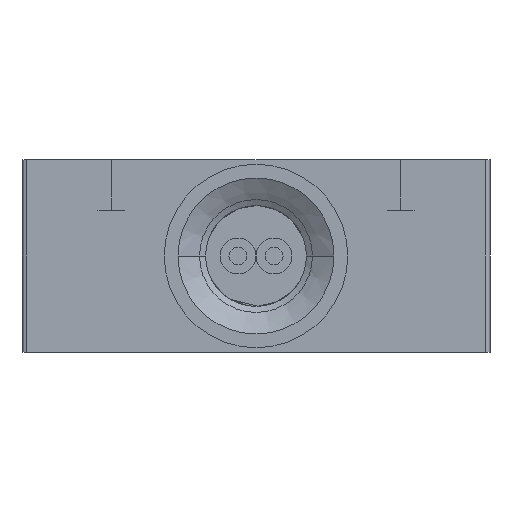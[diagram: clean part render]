
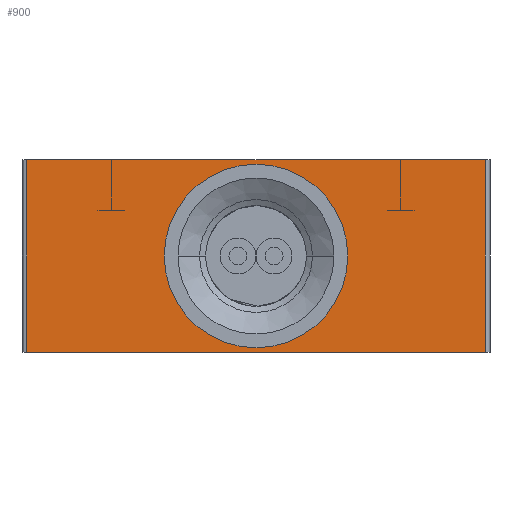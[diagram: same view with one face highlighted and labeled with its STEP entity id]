
A CAD part, left-side view. The second image highlights one B-rep face of the part: STEP entity #900.
In plain terms, the highlighted planar face has unit normal (-1, 0, 0).
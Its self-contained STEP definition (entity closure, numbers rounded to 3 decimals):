
#53=DIRECTION('',(0.,-1.,0.));
#54=VECTOR('',#53,12.7);
#55=CARTESIAN_POINT('',(-3.556,6.35,0.));
#56=LINE('',#55,#54);
#161=DIRECTION('',(0.,-1.,0.));
#162=VECTOR('',#161,12.7);
#163=CARTESIAN_POINT('',(-3.556,6.35,5.334));
#164=LINE('',#163,#162);
#298=DIRECTION('',(0.,0.,-1.));
#299=VECTOR('',#298,5.334);
#300=CARTESIAN_POINT('',(-3.556,6.35,5.334));
#301=LINE('',#300,#299);
#302=DIRECTION('',(0.,0.,-1.));
#303=VECTOR('',#302,5.334);
#304=CARTESIAN_POINT('',(-3.556,-6.35,5.334));
#305=LINE('',#304,#303);
#306=CARTESIAN_POINT('',(-3.556,0.,2.667));
#307=DIRECTION('',(-1.,0.,0.));
#308=DIRECTION('',(0.,0.,1.));
#309=AXIS2_PLACEMENT_3D('',#306,#307,#308);
#311=CARTESIAN_POINT('',(-3.556,0.,2.667));
#312=DIRECTION('',(-1.,0.,0.));
#313=DIRECTION('',(0.,0.,-1.));
#314=AXIS2_PLACEMENT_3D('',#311,#312,#313);
#465=CARTESIAN_POINT('',(-3.556,6.35,0.));
#467=VERTEX_POINT('',#465);
#471=CARTESIAN_POINT('',(-3.556,6.35,5.334));
#472=VERTEX_POINT('',#471);
#482=CARTESIAN_POINT('',(-3.556,-6.35,0.));
#484=VERTEX_POINT('',#482);
#485=CARTESIAN_POINT('',(-3.556,-6.35,5.334));
#486=VERTEX_POINT('',#485);
#517=CARTESIAN_POINT('',(-3.556,0.,4.255));
#518=CARTESIAN_POINT('',(-3.556,0.,1.08));
#519=VERTEX_POINT('',#517);
#520=VERTEX_POINT('',#518);
#882=CARTESIAN_POINT('',(-3.556,6.477,0.));
#883=DIRECTION('',(-1.,0.,0.));
#884=DIRECTION('',(0.,-1.,0.));
#885=AXIS2_PLACEMENT_3D('',#882,#883,#884);
#886=PLANE('',#885);
#888=ORIENTED_EDGE('',*,*,#887,.F.);
#889=ORIENTED_EDGE('',*,*,#645,.T.);
#891=ORIENTED_EDGE('',*,*,#890,.T.);
#892=ORIENTED_EDGE('',*,*,#548,.F.);
#893=EDGE_LOOP('',(#888,#889,#891,#892));
#894=FACE_OUTER_BOUND('',#893,.F.);
#895=ORIENTED_EDGE('',*,*,#865,.T.);
#897=ORIENTED_EDGE('',*,*,#896,.T.);
#898=EDGE_LOOP('',(#895,#897));
#899=FACE_BOUND('',#898,.F.);
#900=ADVANCED_FACE('',(#894,#899),#886,.T.);
#310=CIRCLE('',#309,1.588);
#315=CIRCLE('',#314,1.588);
#548=EDGE_CURVE('',#467,#484,#56,.T.);
#645=EDGE_CURVE('',#472,#486,#164,.T.);
#865=EDGE_CURVE('',#519,#520,#310,.T.);
#887=EDGE_CURVE('',#472,#467,#301,.T.);
#890=EDGE_CURVE('',#486,#484,#305,.T.);
#896=EDGE_CURVE('',#520,#519,#315,.T.);
